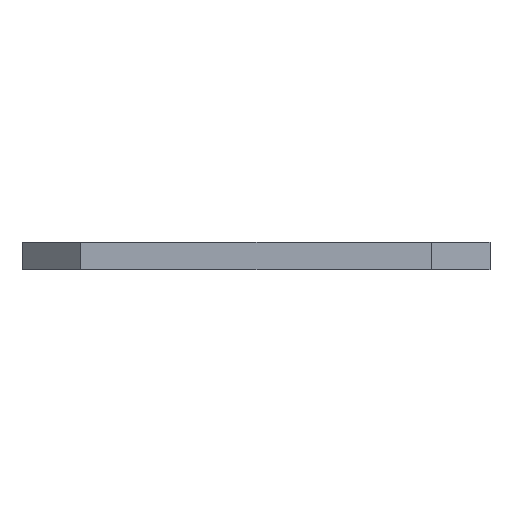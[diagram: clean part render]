
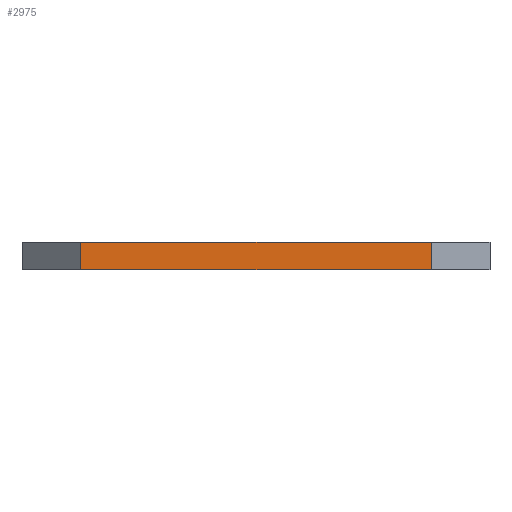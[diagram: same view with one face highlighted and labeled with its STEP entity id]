
A CAD part, left-side view. The second image highlights one B-rep face of the part: STEP entity #2975.
In plain terms, the highlighted planar face has unit normal (-1, 0, 0).
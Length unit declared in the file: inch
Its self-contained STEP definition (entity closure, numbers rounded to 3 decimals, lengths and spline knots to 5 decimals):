
#185 = DIRECTION ( 'NONE',  ( 0., -1., 0. ) ) ;
#410 = PLANE ( 'NONE',  #3784 ) ;
#791 = FACE_OUTER_BOUND ( 'NONE', #3808, .T. ) ;
#822 = CARTESIAN_POINT ( 'NONE',  ( -2.24, -0.75, 0.05906 ) ) ;
#959 = EDGE_CURVE ( 'NONE', #1685, #2253, #1779, .T. ) ;
#986 = ORIENTED_EDGE ( 'NONE', *, *, #1969, .T. ) ;
#988 = CARTESIAN_POINT ( 'NONE',  ( -2.24, 0.75, 0.05906 ) ) ;
#1137 = CARTESIAN_POINT ( 'NONE',  ( -2.24, -0.75, 0.05906 ) ) ;
#1153 = VERTEX_POINT ( 'NONE', #988 ) ;
#1221 = CARTESIAN_POINT ( 'NONE',  ( -2.24, -0.75, -0.05906 ) ) ;
#1248 = VECTOR ( 'NONE', #185, 39.37008 ) ;
#1336 = LINE ( 'NONE', #3499, #1248 ) ;
#1671 = DIRECTION ( 'NONE',  ( 0., 0., -1. ) ) ;
#1685 = VERTEX_POINT ( 'NONE', #1221 ) ;
#1721 = CARTESIAN_POINT ( 'NONE',  ( -2.24, 0.75, -0.05906 ) ) ;
#1779 = LINE ( 'NONE', #822, #2454 ) ;
#1921 = CARTESIAN_POINT ( 'NONE',  ( -2.24, 0.75, 0.05906 ) ) ;
#1969 = EDGE_CURVE ( 'NONE', #1153, #3879, #3434, .T. ) ;
#2174 = ORIENTED_EDGE ( 'NONE', *, *, #2535, .F. ) ;
#2253 = VERTEX_POINT ( 'NONE', #1137 ) ;
#2257 = ORIENTED_EDGE ( 'NONE', *, *, #959, .T. ) ;
#2415 = EDGE_CURVE ( 'NONE', #3879, #1685, #3039, .T. ) ;
#2454 = VECTOR ( 'NONE', #2651, 39.37008 ) ;
#2500 = DIRECTION ( 'NONE',  ( 0., -1., 0. ) ) ;
#2535 = EDGE_CURVE ( 'NONE', #1153, #2253, #1336, .T. ) ;
#2651 = DIRECTION ( 'NONE',  ( 0., 0., 1. ) ) ;
#2806 = DIRECTION ( 'NONE',  ( 0., 0., -1. ) ) ;
#2812 = DIRECTION ( 'NONE',  ( 1., 0., 0. ) ) ;
#2975 = ADVANCED_FACE ( 'NONE', ( #791 ), #410, .F. ) ;
#3039 = LINE ( 'NONE', #3057, #3152 ) ;
#3057 = CARTESIAN_POINT ( 'NONE',  ( -2.24, -1., -0.05906 ) ) ;
#3152 = VECTOR ( 'NONE', #2500, 39.37008 ) ;
#3331 = VECTOR ( 'NONE', #2806, 39.37008 ) ;
#3434 = LINE ( 'NONE', #1921, #3331 ) ;
#3441 = CARTESIAN_POINT ( 'NONE',  ( -2.24, -1., 0.05906 ) ) ;
#3499 = CARTESIAN_POINT ( 'NONE',  ( -2.24, -1., 0.05906 ) ) ;
#3784 = AXIS2_PLACEMENT_3D ( 'NONE', #3441, #2812, #1671 ) ;
#3808 = EDGE_LOOP ( 'NONE', ( #3912, #2257, #2174, #986 ) ) ;
#3879 = VERTEX_POINT ( 'NONE', #1721 ) ;
#3912 = ORIENTED_EDGE ( 'NONE', *, *, #2415, .T. ) ;
